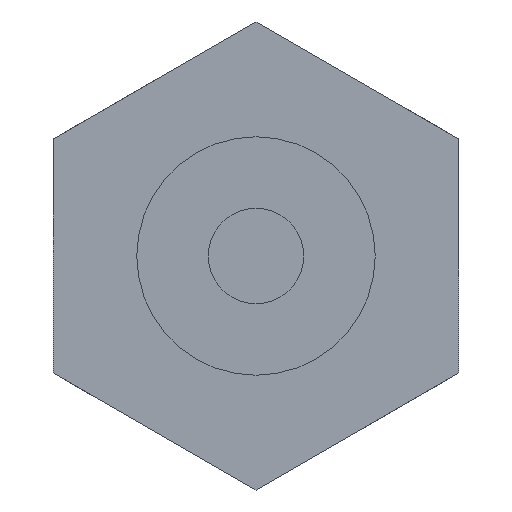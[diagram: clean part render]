
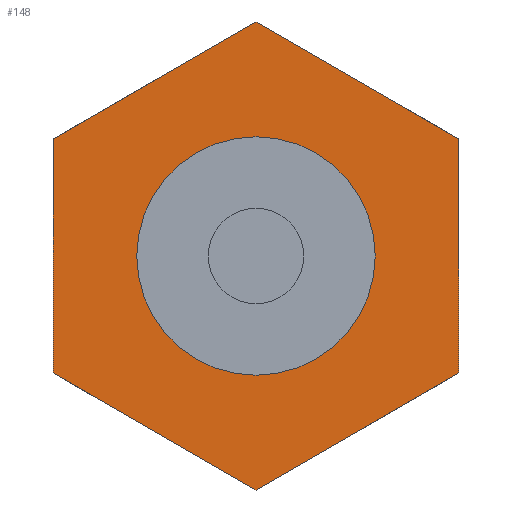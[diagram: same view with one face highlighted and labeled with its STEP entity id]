
A CAD part, front view. The second image highlights one B-rep face of the part: STEP entity #148.
In plain terms, the highlighted planar face has unit normal (0, -1, 0).
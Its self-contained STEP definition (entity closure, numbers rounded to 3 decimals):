
#1 = CARTESIAN_POINT ( 'NONE',  ( -8.5, 0., -4.907 ) ) ;
#7 = CARTESIAN_POINT ( 'NONE',  ( 0., 0., 9.815 ) ) ;
#12 = CARTESIAN_POINT ( 'NONE',  ( 0., 0., 9.815 ) ) ;
#13 = CARTESIAN_POINT ( 'NONE',  ( 0., 0., -9.815 ) ) ;
#20 = VERTEX_POINT ( 'NONE', #27 ) ;
#27 = CARTESIAN_POINT ( 'NONE',  ( 0., 0., -5. ) ) ;
#30 = ORIENTED_EDGE ( 'NONE', *, *, #497, .F. ) ;
#32 = DIRECTION ( 'NONE',  ( 0., 0., -1. ) ) ;
#33 = DIRECTION ( 'NONE',  ( -0.866, 0., -0.5 ) ) ;
#39 = AXIS2_PLACEMENT_3D ( 'NONE', #371, #176, #259 ) ;
#59 = EDGE_CURVE ( 'NONE', #130, #364, #242, .T. ) ;
#75 = FACE_OUTER_BOUND ( 'NONE', #187, .T. ) ;
#117 = AXIS2_PLACEMENT_3D ( 'NONE', #407, #156, #498 ) ;
#130 = VERTEX_POINT ( 'NONE', #470 ) ;
#141 = CARTESIAN_POINT ( 'NONE',  ( -8.5, 0., 4.907 ) ) ;
#145 = DIRECTION ( 'NONE',  ( 0., 0., 1. ) ) ;
#148 = ADVANCED_FACE ( 'NONE', ( #75, #193 ), #333, .F. ) ;
#150 = CARTESIAN_POINT ( 'NONE',  ( 8.5, 0., 4.907 ) ) ;
#153 = VECTOR ( 'NONE', #531, 1000. ) ;
#155 = CARTESIAN_POINT ( 'NONE',  ( 0., 0., 0. ) ) ;
#156 = DIRECTION ( 'NONE',  ( 0., 1., 0. ) ) ;
#170 = ORIENTED_EDGE ( 'NONE', *, *, #59, .F. ) ;
#176 = DIRECTION ( 'NONE',  ( 0., 1., 0. ) ) ;
#184 = EDGE_CURVE ( 'NONE', #450, #420, #456, .T. ) ;
#187 = EDGE_LOOP ( 'NONE', ( #170, #210, #30, #492, #434, #502 ) ) ;
#193 = FACE_BOUND ( 'NONE', #355, .T. ) ;
#210 = ORIENTED_EDGE ( 'NONE', *, *, #542, .F. ) ;
#219 = LINE ( 'NONE', #12, #314 ) ;
#240 = EDGE_CURVE ( 'NONE', #552, #450, #319, .T. ) ;
#242 = LINE ( 'NONE', #504, #300 ) ;
#245 = ORIENTED_EDGE ( 'NONE', *, *, #366, .T. ) ;
#259 = DIRECTION ( 'NONE',  ( 0., 0., 1. ) ) ;
#263 = EDGE_CURVE ( 'NONE', #364, #552, #283, .T. ) ;
#264 = VERTEX_POINT ( 'NONE', #436 ) ;
#268 = DIRECTION ( 'NONE',  ( 0., 0., 1. ) ) ;
#279 = VECTOR ( 'NONE', #268, 1000. ) ;
#283 = LINE ( 'NONE', #437, #153 ) ;
#300 = VECTOR ( 'NONE', #33, 1000. ) ;
#314 = VECTOR ( 'NONE', #547, 1000. ) ;
#319 = LINE ( 'NONE', #1, #279 ) ;
#322 = VECTOR ( 'NONE', #32, 1000. ) ;
#331 = EDGE_CURVE ( 'NONE', #264, #20, #346, .T. ) ;
#333 = PLANE ( 'NONE',  #39 ) ;
#346 = CIRCLE ( 'NONE', #386, 5. ) ;
#355 = EDGE_LOOP ( 'NONE', ( #245, #423 ) ) ;
#364 = VERTEX_POINT ( 'NONE', #13 ) ;
#366 = EDGE_CURVE ( 'NONE', #20, #264, #564, .T. ) ;
#371 = CARTESIAN_POINT ( 'NONE',  ( 0., 0., -9.815 ) ) ;
#375 = CARTESIAN_POINT ( 'NONE',  ( -8.5, 0., 4.907 ) ) ;
#386 = AXIS2_PLACEMENT_3D ( 'NONE', #155, #396, #145 ) ;
#396 = DIRECTION ( 'NONE',  ( 0., 1., 0. ) ) ;
#401 = VERTEX_POINT ( 'NONE', #150 ) ;
#407 = CARTESIAN_POINT ( 'NONE',  ( 0., 0., 0. ) ) ;
#420 = VERTEX_POINT ( 'NONE', #7 ) ;
#423 = ORIENTED_EDGE ( 'NONE', *, *, #331, .T. ) ;
#434 = ORIENTED_EDGE ( 'NONE', *, *, #240, .F. ) ;
#436 = CARTESIAN_POINT ( 'NONE',  ( 0., 0., 5. ) ) ;
#437 = CARTESIAN_POINT ( 'NONE',  ( 0., 0., -9.815 ) ) ;
#440 = VECTOR ( 'NONE', #562, 1000. ) ;
#446 = LINE ( 'NONE', #506, #322 ) ;
#450 = VERTEX_POINT ( 'NONE', #141 ) ;
#456 = LINE ( 'NONE', #375, #440 ) ;
#470 = CARTESIAN_POINT ( 'NONE',  ( 8.5, 0., -4.907 ) ) ;
#492 = ORIENTED_EDGE ( 'NONE', *, *, #184, .F. ) ;
#497 = EDGE_CURVE ( 'NONE', #420, #401, #219, .T. ) ;
#498 = DIRECTION ( 'NONE',  ( 0., 0., 1. ) ) ;
#502 = ORIENTED_EDGE ( 'NONE', *, *, #263, .F. ) ;
#504 = CARTESIAN_POINT ( 'NONE',  ( 8.5, 0., -4.907 ) ) ;
#506 = CARTESIAN_POINT ( 'NONE',  ( 8.5, 0., 4.907 ) ) ;
#531 = DIRECTION ( 'NONE',  ( -0.866, 0., 0.5 ) ) ;
#542 = EDGE_CURVE ( 'NONE', #401, #130, #446, .T. ) ;
#547 = DIRECTION ( 'NONE',  ( 0.866, 0., -0.5 ) ) ;
#552 = VERTEX_POINT ( 'NONE', #555 ) ;
#555 = CARTESIAN_POINT ( 'NONE',  ( -8.5, 0., -4.907 ) ) ;
#562 = DIRECTION ( 'NONE',  ( 0.866, 0., 0.5 ) ) ;
#564 = CIRCLE ( 'NONE', #117, 5. ) ;
